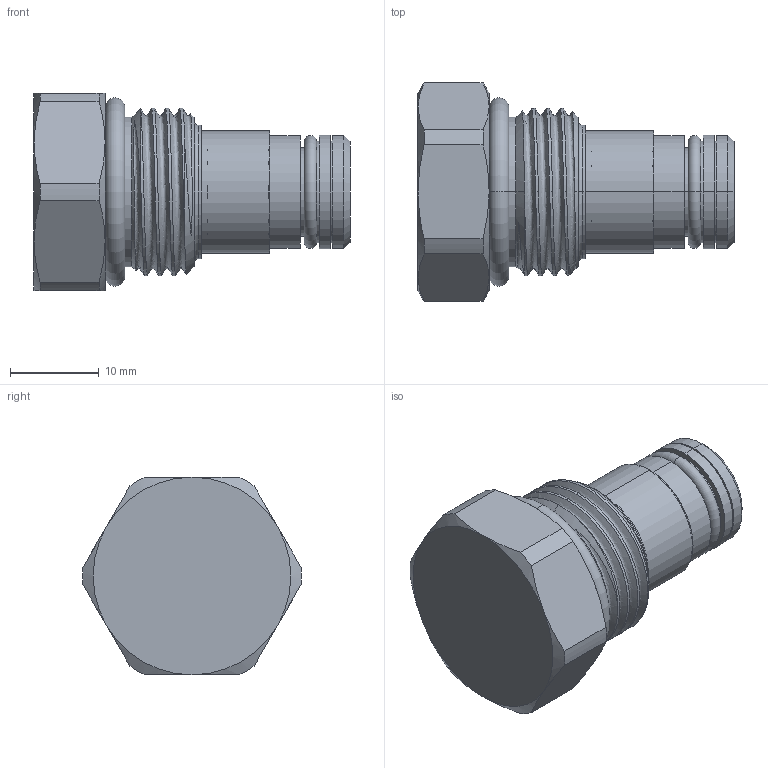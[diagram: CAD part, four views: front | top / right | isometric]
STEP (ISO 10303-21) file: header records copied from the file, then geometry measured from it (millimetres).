
FILE_DESCRIPTION (( 'STEP AP203' ), '1' );
FILE_NAME ('FL08W21-N.STEP', '2024-06-26T03:42:40', ( '' ), ( '' ), 'SwSTEP 2.0', 'SolidWorks 2018', '' );
FILE_SCHEMA (( 'CONFIG_CONTROL_DESIGN' ));
Length unit declared in the file: millimetre
Products named in the file (1): FL08W21-N
Bounding box: 35.53 x 24.59 x 22.22 mm (x, y, z)
Volume: 8417.7 mm3; surface area: 3278.7 mm2
Topology: 1 solids, 2 shells, 93 faces, 209 edges, 132 vertices
Faces by surface type: cylinder 40, plane 22, cone 21, torus 6, bspline 4
Entity records: 5877 total; most frequent: CARTESIAN_POINT 3775, DIRECTION 431, ORIENTED_EDGE 418, EDGE_CURVE 209, AXIS2_PLACEMENT_3D 189, VERTEX_POINT 132, EDGE_LOOP 107, CIRCLE 99
